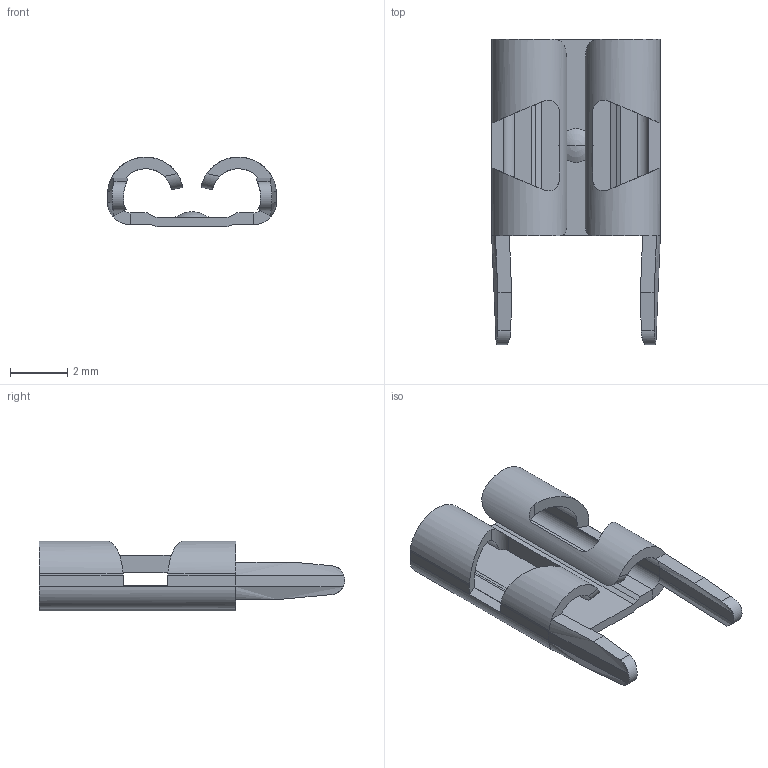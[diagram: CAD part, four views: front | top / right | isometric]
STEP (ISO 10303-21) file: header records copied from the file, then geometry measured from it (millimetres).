
FILE_DESCRIPTION (( 'STEP AP214' ), '1' );
FILE_NAME ('3548.STEP', '2007-12-17T16:23:30', ( 'Richard Maletta' ), ( '' ), 'SwSTEP 2.0', 'SolidWorks 2007', '' );
FILE_SCHEMA (( 'AUTOMOTIVE_DESIGN' ));
Length unit declared in the file: inch
Products named in the file (1): 3548
Bounding box: 5.89 x 10.67 x 2.44 mm (x, y, z)
Volume: 32.4 mm3; surface area: 200 mm2
Topology: 1 solids, 1 shells, 98 faces, 252 edges, 150 vertices
Faces by surface type: plane 60, cylinder 24, bspline 8, torus 6
Entity records: 3051 total; most frequent: CARTESIAN_POINT 799, ORIENTED_EDGE 496, DIRECTION 426, EDGE_CURVE 248, VERTEX_POINT 150, VECTOR 148, LINE 148, AXIS2_PLACEMENT_3D 139
